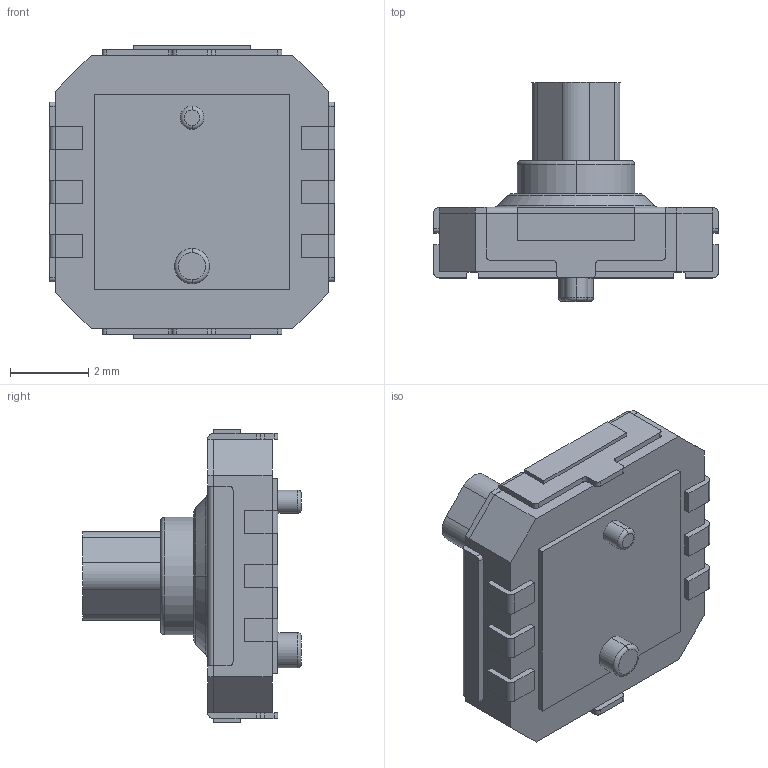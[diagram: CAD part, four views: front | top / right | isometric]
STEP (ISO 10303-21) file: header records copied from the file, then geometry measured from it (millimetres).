
FILE_DESCRIPTION (( 'STEP AP214' ), '1' );
FILE_NAME ('THMU 13 (SMD JOYSTICK).STEP', '2018-07-22T16:48:28', ( '' ), ( '' ), 'SwSTEP 2.0', 'SolidWorks 2015', '' );
FILE_SCHEMA (( 'AUTOMOTIVE_DESIGN' ));
Length unit declared in the file: millimetre
Products named in the file (4): THMU 13 (SMD JOYSTICK); THMU 13 Pin; THMU 13 Shield; THMU 13 Plastic
Assembly tree (8 placements, depth 2):
  THMU 13 (SMD JOYSTICK)
    THMU 13 Plastic
    THMU 13 Shield
    THMU 13 Pin  x6
Bounding box: 7.3 x 5.6 x 7.5 mm (x, y, z)
Volume: 103 mm3; surface area: 300.2 mm2
Topology: 8 solids, 8 shells, 185 faces, 465 edges, 298 vertices
Faces by surface type: plane 130, cylinder 39, torus 10, cone 6
Entity records: 4420 total; most frequent: DIRECTION 760, CARTESIAN_POINT 739, ORIENTED_EDGE 720, EDGE_CURVE 360, LINE 262, VECTOR 262, AXIS2_PLACEMENT_3D 249, VERTEX_POINT 228
